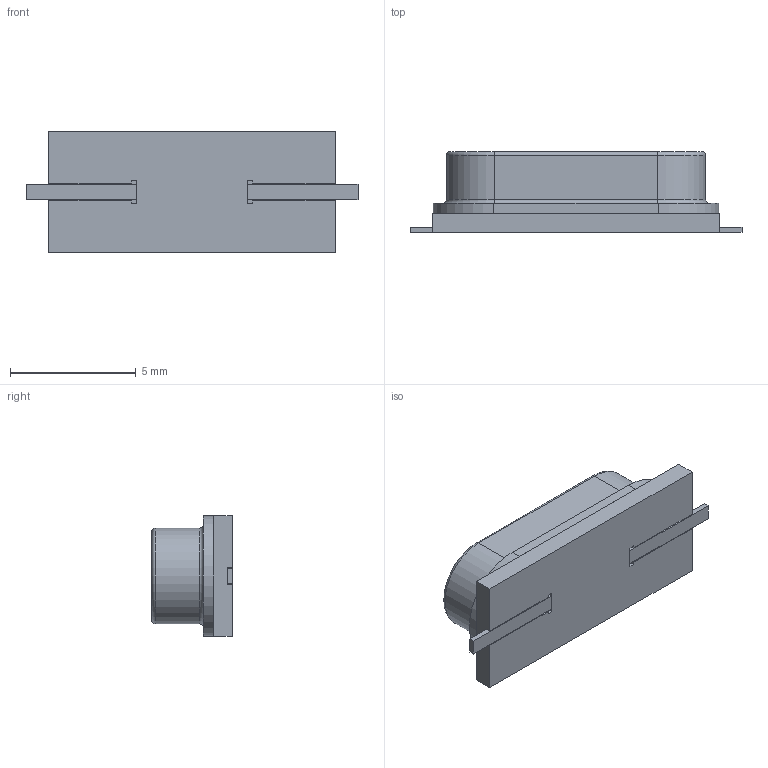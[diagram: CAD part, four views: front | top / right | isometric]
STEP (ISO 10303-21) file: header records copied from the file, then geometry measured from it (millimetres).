
FILE_DESCRIPTION (( 'STEP AP214' ), '1' );
FILE_NAME ('ECS-40-18-5PLX-AGN-TR.STEP', '2018-12-29T16:10:02', ( '' ), ( '' ), 'SwSTEP 2.0', 'SolidWorks 2017', '' );
FILE_SCHEMA (( 'AUTOMOTIVE_DESIGN' ));
Length unit declared in the file: millimetre
Products named in the file (1): ECS-40-18-5PLX-AGN-TR
Bounding box: 13.2 x 3.2 x 4.8 mm (x, y, z)
Volume: 134.9 mm3; surface area: 310.1 mm2
Topology: 4 solids, 4 shells, 53 faces, 124 edges, 80 vertices
Faces by surface type: plane 41, cylinder 8, torus 4
Entity records: 1555 total; most frequent: CARTESIAN_POINT 258, DIRECTION 252, ORIENTED_EDGE 248, EDGE_CURVE 124, VECTOR 104, LINE 104, VERTEX_POINT 80, AXIS2_PLACEMENT_3D 74
